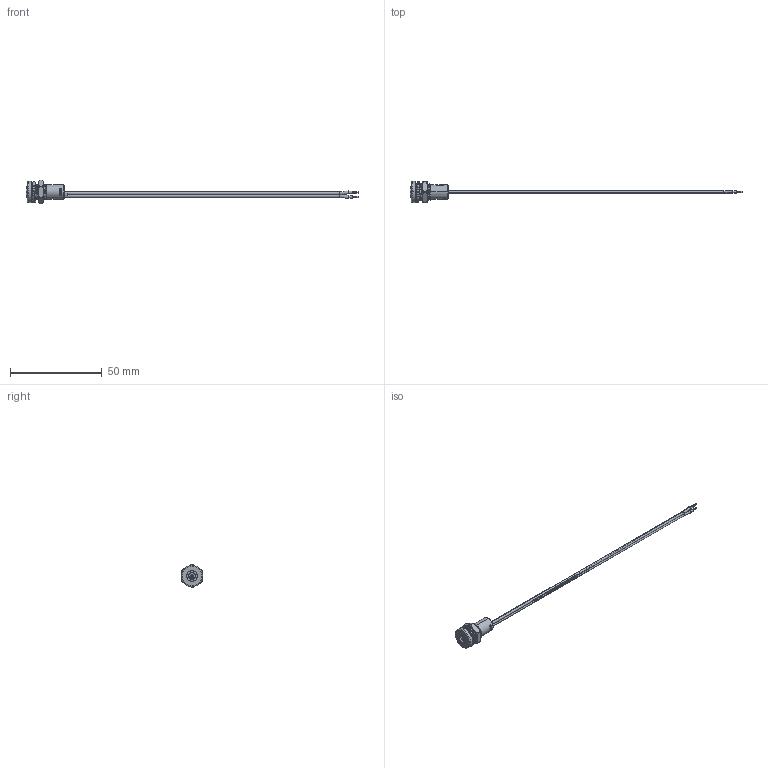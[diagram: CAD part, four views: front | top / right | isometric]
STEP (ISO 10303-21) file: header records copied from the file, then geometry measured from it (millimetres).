
FILE_DESCRIPTION (( 'STEP AP203' ), '1' );
FILE_NAME ('10-03866_revA.STEP', '2020-09-25T17:09:39', ( '' ), ( '' ), 'SwSTEP 2.0', 'SolidWorks 2015', '' );
FILE_SCHEMA (( 'CONFIG_CONTROL_DESIGN' ));
Length unit declared in the file: millimetre
Products named in the file (10): 50-00637 center pin; 50-00637; 56-00020; 50-00637 shell; 30-00804_5 mm tinned; 50-00637 spring contact; 56-00021_Helical - Render; 24-00355; 10-03866_revA; 50-00637 insulator
Assembly tree (9 placements, depth 3):
  10-03866_revA
    24-00355
    50-00637
      50-00637 spring contact
      50-00637 insulator
      50-00637 shell
      50-00637 center pin
    30-00804_5 mm tinned
    56-00020
    56-00021_Helical - Render
Bounding box: 180.75 x 11.59 x 12.7 mm (x, y, z)
Volume: 1685.4 mm3; surface area: 7108.3 mm2
Topology: 57 solids, 57 shells, 580 faces, 1259 edges, 805 vertices
Faces by surface type: cylinder 254, plane 208, bspline 100, cone 10, torus 8
Entity records: 34711 total; most frequent: CARTESIAN_POINT 21736, ORIENTED_EDGE 2500, DIRECTION 2352, EDGE_CURVE 1250, AXIS2_PLACEMENT_3D 975, VERTEX_POINT 805, EDGE_LOOP 655, FACE_OUTER_BOUND 580
